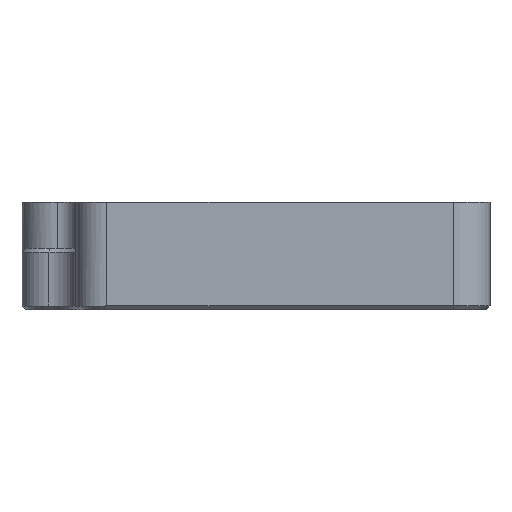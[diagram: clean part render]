
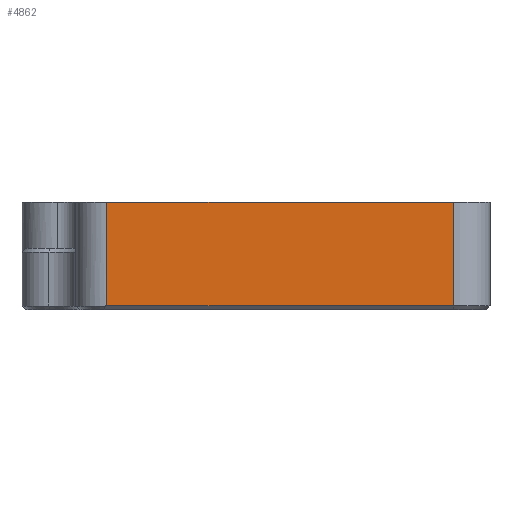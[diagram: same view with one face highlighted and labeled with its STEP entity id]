
A CAD part, left-side view. The second image highlights one B-rep face of the part: STEP entity #4862.
In plain terms, the highlighted planar face has unit normal (-1, 0, 0).
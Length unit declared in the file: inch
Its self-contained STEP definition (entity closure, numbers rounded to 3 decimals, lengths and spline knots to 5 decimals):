
#205=PLANE('',#5153);
#471=LINE('',#7500,#1065);
#474=LINE('',#7571,#1068);
#475=LINE('',#7573,#1069);
#476=LINE('',#7574,#1070);
#1065=VECTOR('',#5624,0.3937);
#1068=VECTOR('',#5637,0.3937);
#1069=VECTOR('',#5638,39.37008);
#1070=VECTOR('',#5639,39.37008);
#1604=FACE_OUTER_BOUND('',#1868,.T.);
#1868=EDGE_LOOP('',(#3547,#3548,#3549,#3550));
#2250=VERTEX_POINT('',#7497);
#2251=VERTEX_POINT('',#7499);
#2256=VERTEX_POINT('',#7570);
#2257=VERTEX_POINT('',#7572);
#2752=EDGE_CURVE('',#2250,#2251,#471,.T.);
#2761=EDGE_CURVE('',#2256,#2250,#474,.T.);
#2762=EDGE_CURVE('',#2257,#2256,#475,.T.);
#2763=EDGE_CURVE('',#2251,#2257,#476,.T.);
#3547=ORIENTED_EDGE('',*,*,#2752,.F.);
#3548=ORIENTED_EDGE('',*,*,#2761,.F.);
#3549=ORIENTED_EDGE('',*,*,#2762,.F.);
#3550=ORIENTED_EDGE('',*,*,#2763,.F.);
#4862=ADVANCED_FACE('',(#1604),#205,.F.);
#5153=AXIS2_PLACEMENT_3D('',#7569,#5635,#5636);
#5624=DIRECTION('',(0.,1.,0.));
#5635=DIRECTION('center_axis',(1.,0.,0.));
#5636=DIRECTION('ref_axis',(0.,1.,0.));
#5637=DIRECTION('',(0.,0.,-1.));
#5638=DIRECTION('',(0.,-1.,0.));
#5639=DIRECTION('',(0.,0.,1.));
#7497=CARTESIAN_POINT('',(-0.78181,-1.02299,-0.40559));
#7499=CARTESIAN_POINT('',(-0.78181,0.74563,-0.40559));
#7500=CARTESIAN_POINT('',(-0.78181,0.74563,-0.40559));
#7569=CARTESIAN_POINT('Origin',(-0.78181,0.74563,-0.42559));
#7570=CARTESIAN_POINT('',(-0.78181,-1.02299,0.12461));
#7571=CARTESIAN_POINT('',(-0.78181,-1.02299,0.12461));
#7572=CARTESIAN_POINT('',(-0.78181,0.74563,0.12461));
#7573=CARTESIAN_POINT('',(-0.78181,0.74563,0.12461));
#7574=CARTESIAN_POINT('',(-0.78181,0.74563,-0.42559));
